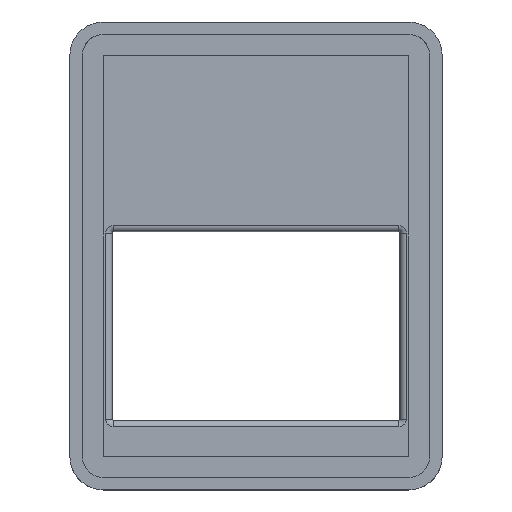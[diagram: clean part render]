
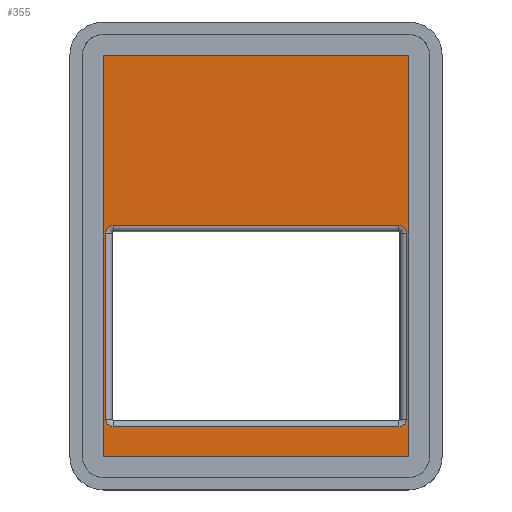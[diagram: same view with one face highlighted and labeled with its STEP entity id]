
A CAD part, top view. The second image highlights one B-rep face of the part: STEP entity #355.
In plain terms, the highlighted planar face has unit normal (0, 0, 1).
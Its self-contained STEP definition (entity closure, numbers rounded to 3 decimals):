
#355=ADVANCED_FACE('',(#2383,#2385),#2387,.T.);
#2383=FACE_BOUND('',#2384,.T.);
#2384=EDGE_LOOP('',(#4857,#4858,#4859,#4860));
#2385=FACE_BOUND('',#2386,.T.);
#2386=EDGE_LOOP('',(#4861,#4862,#4863,#4864,#4865,#4866,#4867,#4868));
#2387=PLANE('',#2388);
#2388=AXIS2_PLACEMENT_3D('',#2389,#2390,#2391);
#2389=CARTESIAN_POINT('',(0.,0.,1.5));
#2390=DIRECTION('',(0.,0.,1.));
#2391=DIRECTION('',(-1.,0.,0.));
#4857=ORIENTED_EDGE('',*,*,#5919,.T.);
#4858=ORIENTED_EDGE('',*,*,#5925,.T.);
#4859=ORIENTED_EDGE('',*,*,#5923,.T.);
#4860=ORIENTED_EDGE('',*,*,#5921,.T.);
#4861=ORIENTED_EDGE('',*,*,#5970,.T.);
#4862=ORIENTED_EDGE('',*,*,#5971,.T.);
#4863=ORIENTED_EDGE('',*,*,#5972,.T.);
#4864=ORIENTED_EDGE('',*,*,#5973,.T.);
#4865=ORIENTED_EDGE('',*,*,#5974,.T.);
#4866=ORIENTED_EDGE('',*,*,#5975,.T.);
#4867=ORIENTED_EDGE('',*,*,#5976,.T.);
#4868=ORIENTED_EDGE('',*,*,#5977,.T.);
#5919=EDGE_CURVE('',#7427,#7425,#7428,.T.);
#5921=EDGE_CURVE('',#7430,#7427,#7431,.T.);
#5923=EDGE_CURVE('',#7433,#7430,#7434,.T.);
#5925=EDGE_CURVE('',#7425,#7433,#7436,.T.);
#5970=EDGE_CURVE('',#7517,#7518,#7519,.T.);
#5971=EDGE_CURVE('',#7518,#7520,#7521,.F.);
#5972=EDGE_CURVE('',#7520,#7522,#7523,.T.);
#5973=EDGE_CURVE('',#7522,#7524,#7525,.F.);
#5974=EDGE_CURVE('',#7524,#7526,#7527,.T.);
#5975=EDGE_CURVE('',#7526,#7528,#7529,.F.);
#5976=EDGE_CURVE('',#7528,#7530,#7531,.T.);
#5977=EDGE_CURVE('',#7530,#7517,#7532,.F.);
#7425=VERTEX_POINT('',#10698);
#7427=VERTEX_POINT('',#10702);
#7428=LINE('',#10703,#10704);
#7430=VERTEX_POINT('',#10709);
#7431=LINE('',#10710,#10711);
#7433=VERTEX_POINT('',#10716);
#7434=LINE('',#10717,#10718);
#7436=LINE('',#10723,#10724);
#7517=VERTEX_POINT('',#10898);
#7518=VERTEX_POINT('',#10899);
#7519=CIRCLE('',#10900,0.6);
#7520=VERTEX_POINT('',#10904);
#7521=LINE('',#10905,#10906);
#7522=VERTEX_POINT('',#10908);
#7523=CIRCLE('',#10909,0.6);
#7524=VERTEX_POINT('',#10913);
#7525=LINE('',#10914,#10915);
#7526=VERTEX_POINT('',#10917);
#7527=CIRCLE('',#10918,0.6);
#7528=VERTEX_POINT('',#10922);
#7529=LINE('',#10923,#10924);
#7530=VERTEX_POINT('',#10926);
#7531=CIRCLE('',#10927,0.6);
#7532=LINE('',#10931,#10932);
#10698=CARTESIAN_POINT('',(-12.3,-16.15,1.5));
#10702=CARTESIAN_POINT('',(-12.3,16.15,1.5));
#10703=CARTESIAN_POINT('',(-12.3,16.15,1.5));
#10704=VECTOR('',#10705,1.);
#10705=DIRECTION('',(0.,-1.,0.));
#10709=CARTESIAN_POINT('',(12.3,16.15,1.5));
#10710=CARTESIAN_POINT('',(12.3,16.15,1.5));
#10711=VECTOR('',#10712,1.);
#10712=DIRECTION('',(-1.,0.,0.));
#10716=CARTESIAN_POINT('',(12.3,-16.15,1.5));
#10717=CARTESIAN_POINT('',(12.3,-16.15,1.5));
#10718=VECTOR('',#10719,1.);
#10719=DIRECTION('',(0.,1.,0.));
#10723=CARTESIAN_POINT('',(-12.3,-16.15,1.5));
#10724=VECTOR('',#10725,1.);
#10725=DIRECTION('',(1.,0.,0.));
#10898=CARTESIAN_POINT('',(12.1,-13.15,1.5));
#10899=CARTESIAN_POINT('',(11.5,-13.75,1.5));
#10900=AXIS2_PLACEMENT_3D('',#10901,#10902,#10903);
#10901=CARTESIAN_POINT('',(11.5,-13.15,1.5));
#10902=DIRECTION('',(0.,0.,-1.));
#10903=DIRECTION('',(1.,0.,0.));
#10904=CARTESIAN_POINT('',(-11.5,-13.75,1.5));
#10905=CARTESIAN_POINT('',(-11.5,-13.75,1.5));
#10906=VECTOR('',#10907,1.);
#10907=DIRECTION('',(1.,0.,0.));
#10908=CARTESIAN_POINT('',(-12.1,-13.15,1.5));
#10909=AXIS2_PLACEMENT_3D('',#10910,#10911,#10912);
#10910=CARTESIAN_POINT('',(-11.5,-13.15,1.5));
#10911=DIRECTION('',(0.,0.,-1.));
#10912=DIRECTION('',(0.,-1.,0.));
#10913=CARTESIAN_POINT('',(-12.1,1.85,1.5));
#10914=CARTESIAN_POINT('',(-12.1,1.85,1.5));
#10915=VECTOR('',#10916,1.);
#10916=DIRECTION('',(0.,-1.,0.));
#10917=CARTESIAN_POINT('',(-11.5,2.45,1.5));
#10918=AXIS2_PLACEMENT_3D('',#10919,#10920,#10921);
#10919=CARTESIAN_POINT('',(-11.5,1.85,1.5));
#10920=DIRECTION('',(0.,0.,-1.));
#10921=DIRECTION('',(-1.,0.,0.));
#10922=CARTESIAN_POINT('',(11.5,2.45,1.5));
#10923=CARTESIAN_POINT('',(11.5,2.45,1.5));
#10924=VECTOR('',#10925,1.);
#10925=DIRECTION('',(-1.,0.,0.));
#10926=CARTESIAN_POINT('',(12.1,1.85,1.5));
#10927=AXIS2_PLACEMENT_3D('',#10928,#10929,#10930);
#10928=CARTESIAN_POINT('',(11.5,1.85,1.5));
#10929=DIRECTION('',(0.,0.,-1.));
#10930=DIRECTION('',(0.,1.,0.));
#10931=CARTESIAN_POINT('',(12.1,-13.15,1.5));
#10932=VECTOR('',#10933,1.);
#10933=DIRECTION('',(0.,1.,0.));
